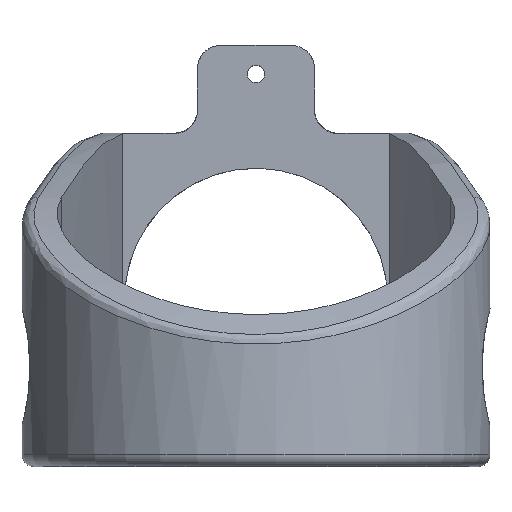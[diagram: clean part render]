
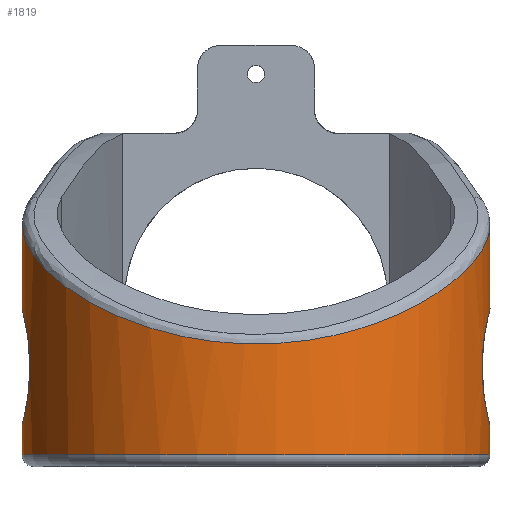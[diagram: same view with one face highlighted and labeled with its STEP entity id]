
A CAD part, left-side view. The second image highlights one B-rep face of the part: STEP entity #1819.
In plain terms, the highlighted cylindrical face has radius 20 mm (diameter 40 mm), a partial arc.
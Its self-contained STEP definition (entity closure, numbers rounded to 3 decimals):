
#75=CYLINDRICAL_SURFACE('',#1964,20.);
#150=B_SPLINE_CURVE_WITH_KNOTS('',3,(#3434,#3435,#3436,#3437,#3438,#3439,
#3440,#3441,#3442,#3443),.UNSPECIFIED.,.F.,.F.,(4,1,1,1,1,1,1,4),(-2.502,
-2.144,-1.787,-1.43,-1.072,
-0.715,-0.357,0.),
 .UNSPECIFIED.);
#167=B_SPLINE_CURVE_WITH_KNOTS('',3,(#3904,#3905,#3906,#3907,#3908,#3909,
#3910,#3911,#3912,#3913),.UNSPECIFIED.,.F.,.F.,(4,1,1,1,1,1,1,4),(-2.502,
-2.144,-1.787,-1.43,-1.072,
-0.715,-0.357,0.),
 .UNSPECIFIED.);
#168=B_SPLINE_CURVE_WITH_KNOTS('',3,(#3922,#3923,#3924,#3925,#3926,#3927,
#3928,#3929,#3930,#3931,#3932,#3933),.UNSPECIFIED.,.F.,.F.,(4,1,1,1,1,1,
1,1,1,4),(-7.184,-6.157,-5.131,-4.105,
-3.763,-3.079,-2.737,-2.052,
-1.026,0.),.UNSPECIFIED.);
#242=CIRCLE('',#1965,20.);
#345=FACE_OUTER_BOUND('',#450,.T.);
#450=EDGE_LOOP('',(#1441,#1442,#1443,#1444,#1445,#1446,#1447,#1448));
#566=LINE('',#3456,#656);
#568=LINE('',#3466,#658);
#575=LINE('',#3915,#665);
#577=LINE('',#3920,#667);
#656=VECTOR('',#2232,10.);
#658=VECTOR('',#2236,10.);
#665=VECTOR('',#2265,10.);
#667=VECTOR('',#2269,10.);
#781=VERTEX_POINT('',#3234);
#791=VERTEX_POINT('',#3354);
#792=VERTEX_POINT('',#3356);
#795=VERTEX_POINT('',#3455);
#798=VERTEX_POINT('',#3461);
#814=VERTEX_POINT('',#3835);
#815=VERTEX_POINT('',#3837);
#817=VERTEX_POINT('',#3918);
#1015=EDGE_CURVE('',#792,#791,#150,.T.);
#1017=EDGE_CURVE('',#795,#791,#566,.T.);
#1021=EDGE_CURVE('',#792,#798,#568,.T.);
#1049=EDGE_CURVE('',#815,#814,#167,.T.);
#1050=EDGE_CURVE('',#814,#781,#575,.T.);
#1053=EDGE_CURVE('',#817,#815,#577,.T.);
#1054=EDGE_CURVE('',#781,#798,#168,.T.);
#1055=EDGE_CURVE('',#795,#817,#242,.T.);
#1441=ORIENTED_EDGE('',*,*,#1015,.F.);
#1442=ORIENTED_EDGE('',*,*,#1021,.T.);
#1443=ORIENTED_EDGE('',*,*,#1054,.F.);
#1444=ORIENTED_EDGE('',*,*,#1050,.F.);
#1445=ORIENTED_EDGE('',*,*,#1049,.F.);
#1446=ORIENTED_EDGE('',*,*,#1053,.F.);
#1447=ORIENTED_EDGE('',*,*,#1055,.F.);
#1448=ORIENTED_EDGE('',*,*,#1017,.T.);
#1819=ADVANCED_FACE('',(#345),#75,.T.);
#1964=AXIS2_PLACEMENT_3D('',#3921,#2270,#2271);
#1965=AXIS2_PLACEMENT_3D('',#3934,#2272,#2273);
#2232=DIRECTION('',(0.,0.,1.));
#2236=DIRECTION('',(0.,0.,1.));
#2265=DIRECTION('',(0.,0.,1.));
#2269=DIRECTION('',(0.,0.,1.));
#2270=DIRECTION('center_axis',(0.,0.,1.));
#2271=DIRECTION('ref_axis',(-1.,0.,0.));
#2272=DIRECTION('center_axis',(0.,0.,-1.));
#2273=DIRECTION('ref_axis',(-1.,0.,0.));
#3234=CARTESIAN_POINT('',(4.08,19.579,22.047));
#3354=CARTESIAN_POINT('',(4.08,-19.579,5.471));
#3356=CARTESIAN_POINT('',(4.08,-19.579,11.529));
#3434=CARTESIAN_POINT('Ctrl Pts',(4.08,-19.579,11.529));
#3435=CARTESIAN_POINT('Ctrl Pts',(3.346,-19.732,12.469));
#3436=CARTESIAN_POINT('Ctrl Pts',(1.16,-20.094,13.829));
#3437=CARTESIAN_POINT('Ctrl Pts',(-2.698,-19.92,13.259));
#3438=CARTESIAN_POINT('Ctrl Pts',(-5.232,-19.309,10.407));
#3439=CARTESIAN_POINT('Ctrl Pts',(-5.226,-19.311,6.593));
#3440=CARTESIAN_POINT('Ctrl Pts',(-2.701,-19.926,3.735));
#3441=CARTESIAN_POINT('Ctrl Pts',(1.165,-20.09,3.176));
#3442=CARTESIAN_POINT('Ctrl Pts',(3.346,-19.732,4.531));
#3443=CARTESIAN_POINT('Ctrl Pts',(4.08,-19.579,5.471));
#3455=CARTESIAN_POINT('',(4.08,-19.579,1.));
#3456=CARTESIAN_POINT('',(4.08,-19.579,0.));
#3461=CARTESIAN_POINT('',(4.08,-19.579,22.047));
#3466=CARTESIAN_POINT('',(4.08,-19.579,0.));
#3835=CARTESIAN_POINT('',(4.08,19.579,11.529));
#3837=CARTESIAN_POINT('',(4.08,19.579,5.471));
#3904=CARTESIAN_POINT('Ctrl Pts',(4.08,19.579,5.471));
#3905=CARTESIAN_POINT('Ctrl Pts',(3.346,19.732,4.531));
#3906=CARTESIAN_POINT('Ctrl Pts',(1.165,20.09,3.176));
#3907=CARTESIAN_POINT('Ctrl Pts',(-2.701,19.926,3.734));
#3908=CARTESIAN_POINT('Ctrl Pts',(-5.227,19.311,6.594));
#3909=CARTESIAN_POINT('Ctrl Pts',(-5.232,19.308,10.407));
#3910=CARTESIAN_POINT('Ctrl Pts',(-2.7,19.924,13.264));
#3911=CARTESIAN_POINT('Ctrl Pts',(1.164,20.089,13.823));
#3912=CARTESIAN_POINT('Ctrl Pts',(3.346,19.732,12.469));
#3913=CARTESIAN_POINT('Ctrl Pts',(4.08,19.579,11.529));
#3915=CARTESIAN_POINT('',(4.08,19.579,0.));
#3918=CARTESIAN_POINT('',(4.08,19.579,1.));
#3920=CARTESIAN_POINT('',(4.08,19.579,0.));
#3921=CARTESIAN_POINT('Origin',(0.,0.,0.));
#3922=CARTESIAN_POINT('Ctrl Pts',(4.08,19.579,22.047));
#3923=CARTESIAN_POINT('Ctrl Pts',(0.745,20.274,20.94));
#3924=CARTESIAN_POINT('Ctrl Pts',(-6.09,19.891,18.276));
#3925=CARTESIAN_POINT('Ctrl Pts',(-14.698,14.767,13.827));
#3926=CARTESIAN_POINT('Ctrl Pts',(-18.948,7.72,11.158));
#3927=CARTESIAN_POINT('Ctrl Pts',(-20.245,0.626,10.314));
#3928=CARTESIAN_POINT('Ctrl Pts',(-19.798,-4.245,10.61));
#3929=CARTESIAN_POINT('Ctrl Pts',(-17.732,-9.75,11.921));
#3930=CARTESIAN_POINT('Ctrl Pts',(-13.744,-15.323,14.32));
#3931=CARTESIAN_POINT('Ctrl Pts',(-6.089,-19.899,18.278));
#3932=CARTESIAN_POINT('Ctrl Pts',(0.745,-20.274,20.94));
#3933=CARTESIAN_POINT('Ctrl Pts',(4.08,-19.579,22.047));
#3934=CARTESIAN_POINT('Origin',(0.,0.,1.));
